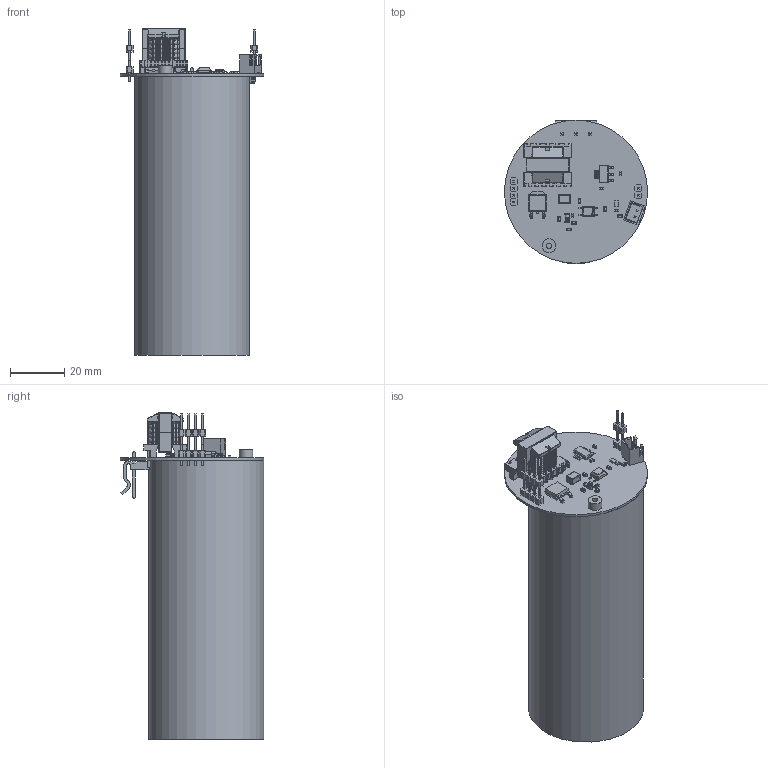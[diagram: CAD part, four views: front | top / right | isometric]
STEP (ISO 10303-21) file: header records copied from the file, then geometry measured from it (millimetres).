
FILE_DESCRIPTION(('Open CASCADE Model'),'2;1');
FILE_NAME('Open CASCADE Shape Model','2025-06-19T20:11:47',('Author'),( 'Open CASCADE'),'Open CASCADE STEP processor 7.5','Open CASCADE 7.5' ,'Unknown');
FILE_SCHEMA(('AUTOMOTIVE_DESIGN { 1 0 10303 214 1 1 1 1 }'));
Length unit declared in the file: millimetre
Products named in the file (50): PCB; Board; Open CASCADE STEP translator 7.5 16.1.1; XP4; 9774030151; XP1; DS1069-2 CWF-2; C5; 9861659152; Cylinder; XP2; User Library-PLS-1; XP3; XP5; User Library-MPW-2; VS1; 11605525376; VD1; 11605532336; T1; TI-EE16-1534--3DModel-STEP-269445; R4; NTC-0603-T0.9; Open CASCADE STEP translator 7.5 16.11.1.1; Open CASCADE STEP translator 7.5 16.11.1.2; R2; R1; R3; R6; R5; DD1; 9861657232; Extruded; DA1; 11605520496; D1; SOT223-3; C2; CAPC-0603-T0.9-BN; Open CASCADE STEP translator 7.5 16.20.1.1 ...
Assembly tree (69 placements, depth 4):
  PCB
    Board
      Open CASCADE STEP translator 7.5 16.1.1
    XP4
      9774030151
    XP1
      DS1069-2 CWF-2
    C5
      9861659152
        Cylinder
    XP2
      User Library-PLS-1  x4
    XP3
      User Library-PLS-1  x8
    XP5
      User Library-MPW-2  x2
    VS1
      11605525376
    VD1
      11605532336
    T1
      TI-EE16-1534--3DModel-STEP-269445
    R4
      NTC-0603-T0.9
        Open CASCADE STEP translator 7.5 16.11.1.1
        Open CASCADE STEP translator 7.5 16.11.1.2
    R2
      NTC-0603-T0.9
        Open CASCADE STEP translator 7.5 16.11.1.1
        Open CASCADE STEP translator 7.5 16.11.1.2
    R1
      NTC-0603-T0.9
        Open CASCADE STEP translator 7.5 16.11.1.1
        Open CASCADE STEP translator 7.5 16.11.1.2
    R3
      NTC-0603-T0.9
        Open CASCADE STEP translator 7.5 16.11.1.1
        Open CASCADE STEP translator 7.5 16.11.1.2
    R6
      NTC-0603-T0.9
        Open CASCADE STEP translator 7.5 16.11.1.1
        Open CASCADE STEP translator 7.5 16.11.1.2
    R5
      NTC-0603-T0.9
        Open CASCADE STEP translator 7.5 16.11.1.1
        Open CASCADE STEP translator 7.5 16.11.1.2
    DD1
      9861657232
        Extruded
    DA1
      11605520496
    D1
      SOT223-3
      SOT223-3
      SOT223-3
      SOT223-3
      SOT223-3
    C2
      CAPC-0603-T0.9-BN
        Open CASCADE STEP translator 7.5 16.20.1.1
Bounding box: 53 x 53 x 120.82 mm (x, y, z)
Volume: 152646.1 mm3; surface area: 28136.1 mm2
Topology: 69 solids, 69 shells, 2287 faces, 5326 edges, 3103 vertices
Faces by surface type: plane 1090, cylinder 785, torus 192, sphere 192, bspline 24, revolution 4
Full cylindrical faces by diameter (mm): 2.013 x1, 3.5 x1, 5.1 x1, 42.5 x1, 53 x1
Entity records: 45590 total; most frequent: CARTESIAN_POINT 8193, DIRECTION 7730, ORIENTED_EDGE 6706, EDGE_CURVE 3353, AXIS2_PLACEMENT_3D 2928, VERTEX_POINT 1921, LINE 1870, VECTOR 1870
